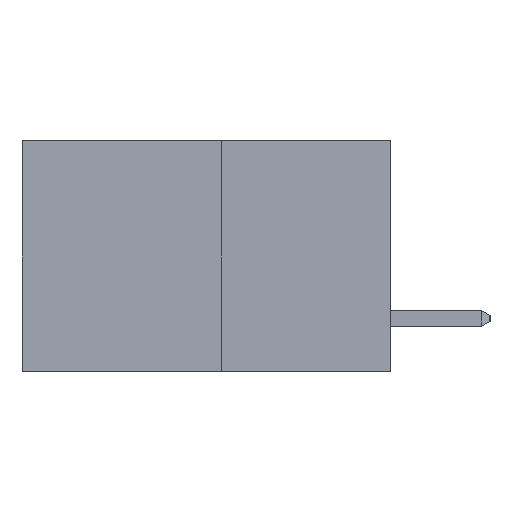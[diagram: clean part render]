
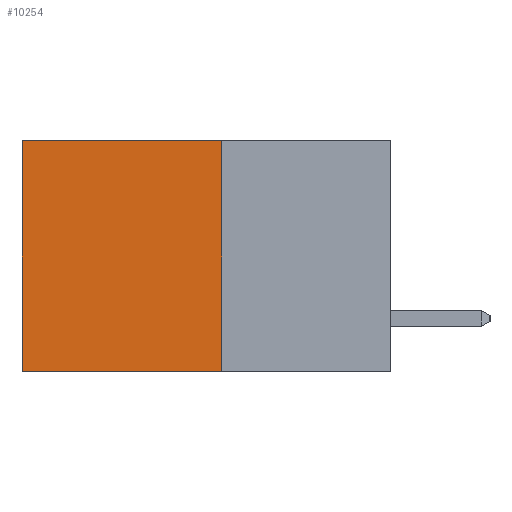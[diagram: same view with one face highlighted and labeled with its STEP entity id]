
A CAD part, left-side view. The second image highlights one B-rep face of the part: STEP entity #10254.
In plain terms, the highlighted planar face has unit normal (-1, 0, 0).
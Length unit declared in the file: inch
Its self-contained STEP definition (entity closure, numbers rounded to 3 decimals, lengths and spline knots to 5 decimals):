
#713 = EDGE_CURVE ( 'NONE', #3097, #5659, #1689, .T. ) ;
#718 = LINE ( 'NONE', #12875, #8495 ) ;
#800 = CARTESIAN_POINT ( 'NONE',  ( 0.277, 0.27, -0.37 ) ) ;
#1683 = CARTESIAN_POINT ( 'NONE',  ( 0.277, 0.59, 0. ) ) ;
#1689 = LINE ( 'NONE', #3438, #4191 ) ;
#1961 = LINE ( 'NONE', #800, #7253 ) ;
#2375 = EDGE_LOOP ( 'NONE', ( #3880, #6749, #3342, #10109 ) ) ;
#2475 = EDGE_CURVE ( 'NONE', #5659, #7581, #1961, .T. ) ;
#3097 = VERTEX_POINT ( 'NONE', #12234 ) ;
#3342 = ORIENTED_EDGE ( 'NONE', *, *, #713, .F. ) ;
#3438 = CARTESIAN_POINT ( 'NONE',  ( 0.277, 0.27, -0.37 ) ) ;
#3713 = AXIS2_PLACEMENT_3D ( 'NONE', #4714, #5789, #12923 ) ;
#3880 = ORIENTED_EDGE ( 'NONE', *, *, #11538, .T. ) ;
#4191 = VECTOR ( 'NONE', #8373, 39.37008 ) ;
#4714 = CARTESIAN_POINT ( 'NONE',  ( 0.277, 0.27, -0.37 ) ) ;
#5659 = VERTEX_POINT ( 'NONE', #6498 ) ;
#5789 = DIRECTION ( 'NONE',  ( 1., 0., 0. ) ) ;
#6152 = LINE ( 'NONE', #12500, #8558 ) ;
#6498 = CARTESIAN_POINT ( 'NONE',  ( 0.277, 0.27, -0.37 ) ) ;
#6749 = ORIENTED_EDGE ( 'NONE', *, *, #2475, .F. ) ;
#7253 = VECTOR ( 'NONE', #11479, 39.37008 ) ;
#7581 = VERTEX_POINT ( 'NONE', #9917 ) ;
#8373 = DIRECTION ( 'NONE',  ( 0., 0., -1. ) ) ;
#8475 = VERTEX_POINT ( 'NONE', #1683 ) ;
#8495 = VECTOR ( 'NONE', #11904, 39.37008 ) ;
#8558 = VECTOR ( 'NONE', #13489, 39.37008 ) ;
#9403 = EDGE_CURVE ( 'NONE', #3097, #8475, #6152, .T. ) ;
#9917 = CARTESIAN_POINT ( 'NONE',  ( 0.277, 0.59, -0.37 ) ) ;
#10109 = ORIENTED_EDGE ( 'NONE', *, *, #9403, .T. ) ;
#10254 = ADVANCED_FACE ( 'NONE', ( #12188 ), #10921, .F. ) ;
#10921 = PLANE ( 'NONE',  #3713 ) ;
#11479 = DIRECTION ( 'NONE',  ( 0., 1., 0. ) ) ;
#11538 = EDGE_CURVE ( 'NONE', #8475, #7581, #718, .T. ) ;
#11904 = DIRECTION ( 'NONE',  ( 0., 0., -1. ) ) ;
#12188 = FACE_OUTER_BOUND ( 'NONE', #2375, .T. ) ;
#12234 = CARTESIAN_POINT ( 'NONE',  ( 0.277, 0.27, 0. ) ) ;
#12500 = CARTESIAN_POINT ( 'NONE',  ( 0.277, 0.27, 0. ) ) ;
#12875 = CARTESIAN_POINT ( 'NONE',  ( 0.277, 0.59, -0.37 ) ) ;
#12923 = DIRECTION ( 'NONE',  ( 0., 0., -1. ) ) ;
#13489 = DIRECTION ( 'NONE',  ( 0., 1., 0. ) ) ;
